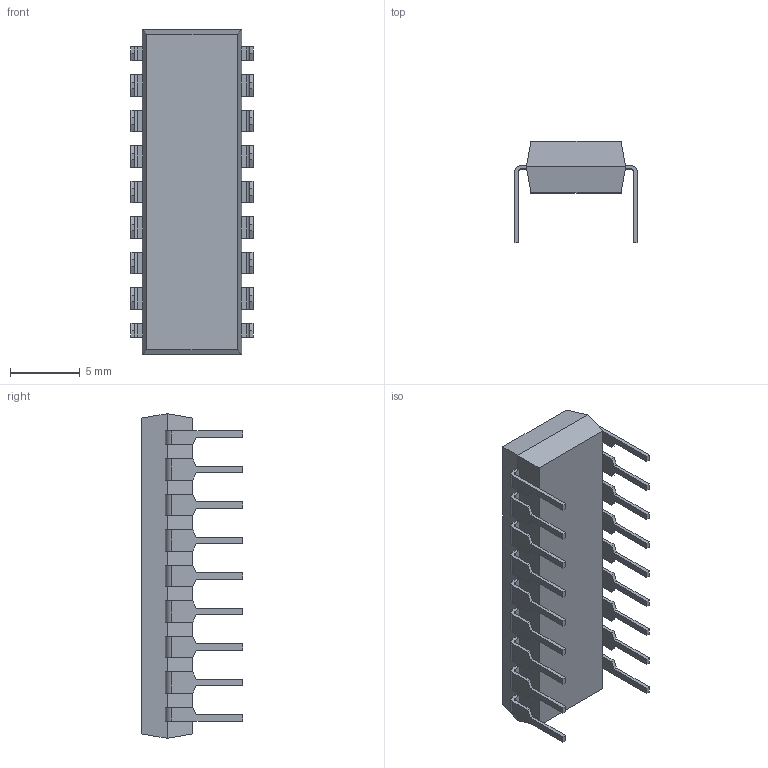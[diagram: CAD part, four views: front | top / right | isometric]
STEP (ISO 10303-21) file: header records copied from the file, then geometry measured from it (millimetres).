
FILE_DESCRIPTION (( 'STEP AP214' ), '1' );
FILE_NAME ('ULN2803A.STEP', '2020-04-13T10:27:25', ( '' ), ( '' ), 'SwSTEP 2.0', 'SolidWorks 2017', '' );
FILE_SCHEMA (( 'AUTOMOTIVE_DESIGN' ));
Length unit declared in the file: millimetre
Products named in the file (1): ULN2803A
Bounding box: 8.75 x 7.23 x 23.24 mm (x, y, z)
Volume: 593.1 mm3; surface area: 766.1 mm2
Topology: 20 solids, 20 shells, 283 faces, 722 edges, 480 vertices
Faces by surface type: plane 242, cylinder 41
Entity records: 8651 total; most frequent: CARTESIAN_POINT 1486, ORIENTED_EDGE 1444, DIRECTION 1372, EDGE_CURVE 722, VECTOR 640, LINE 640, VERTEX_POINT 480, AXIS2_PLACEMENT_3D 366
